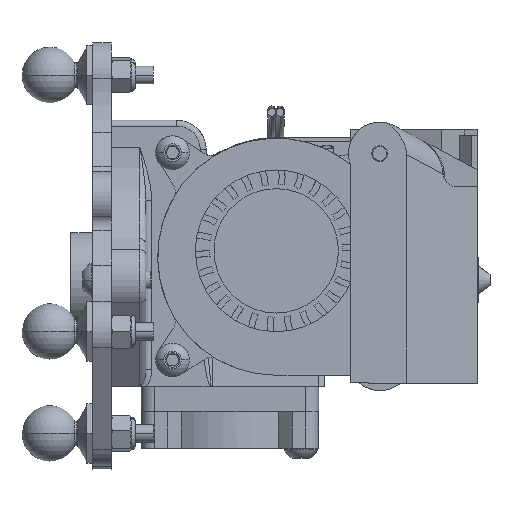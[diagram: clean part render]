
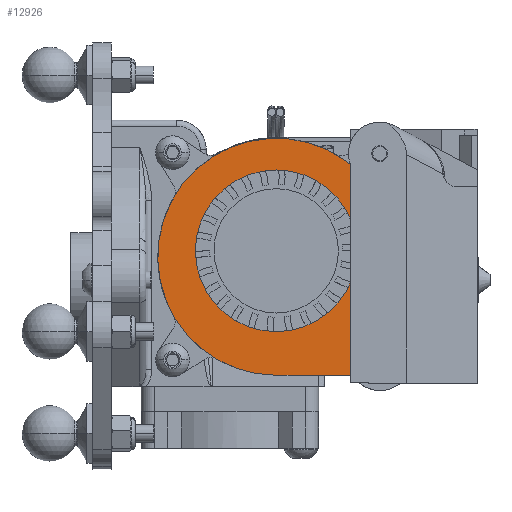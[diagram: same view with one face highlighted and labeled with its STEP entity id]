
A CAD part, left-side view. The second image highlights one B-rep face of the part: STEP entity #12926.
In plain terms, the highlighted face is planar.
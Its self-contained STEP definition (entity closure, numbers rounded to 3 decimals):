
#462 = LINE ( 'NONE', #19366, #18212 ) ;
#492 = CARTESIAN_POINT ( 'NONE',  ( 0., 0., 13.65 ) ) ;
#668 = FACE_BOUND ( 'NONE', #5009, .T. ) ;
#717 = VECTOR ( 'NONE', #7602, 1000. ) ;
#2631 = AXIS2_PLACEMENT_3D ( 'NONE', #9823, #34615, #13381 ) ;
#2711 = EDGE_LOOP ( 'NONE', ( #33325, #31237, #21702, #10373 ) ) ;
#2899 = CARTESIAN_POINT ( 'NONE',  ( 0., 0., 0. ) ) ;
#3060 = VERTEX_POINT ( 'NONE', #42697 ) ;
#3540 = CARTESIAN_POINT ( 'NONE',  ( 0., 0., -13.65 ) ) ;
#4216 = CIRCLE ( 'NONE', #34348, 13.65 ) ;
#5009 = EDGE_LOOP ( 'NONE', ( #27929, #16362 ) ) ;
#5380 = CARTESIAN_POINT ( 'NONE',  ( 0., 0., 0. ) ) ;
#6111 = EDGE_CURVE ( 'Edge206', #33685, #22646, #19617, .T. ) ;
#6200 = CIRCLE ( 'NONE', #7727, 13.65 ) ;
#6460 = DIRECTION ( 'NONE',  ( 0., 0., 1. ) ) ;
#6669 = VERTEX_POINT ( 'NONE', #3540 ) ;
#7602 = DIRECTION ( 'NONE',  ( 0., 0., -1. ) ) ;
#7727 = AXIS2_PLACEMENT_3D ( 'NONE', #5380, #30137, #8949 ) ;
#8746 = EDGE_CURVE ( 'NONE', #22646, #3060, #462, .T. ) ;
#8949 = DIRECTION ( 'NONE',  ( 0., 0., 1. ) ) ;
#9823 = CARTESIAN_POINT ( 'NONE',  ( 0., 0., 1. ) ) ;
#10373 = ORIENTED_EDGE ( 'NONE', *, *, #8746, .T. ) ;
#11143 = DIRECTION ( 'NONE',  ( 0., 0., 1. ) ) ;
#11277 = CIRCLE ( 'NONE', #2631, 20. ) ;
#11747 = LINE ( 'NONE', #37040, #20077 ) ;
#12482 = VERTEX_POINT ( 'NONE', #492 ) ;
#12926 = ADVANCED_FACE ( 'Face4', ( #668, #27869 ), #18130, .T. ) ;
#13381 = DIRECTION ( 'NONE',  ( 0., 0., 1. ) ) ;
#15784 = DIRECTION ( 'NONE',  ( -0.817, 0., -0.577 ) ) ;
#16362 = ORIENTED_EDGE ( 'NONE', *, *, #16366, .F. ) ;
#16366 = EDGE_CURVE ( 'Edge220', #6669, #12482, #4216, .T. ) ;
#18130 = PLANE ( 'NONE',  #43420 ) ;
#18212 = VECTOR ( 'NONE', #15784, 1000. ) ;
#18609 = EDGE_CURVE ( 'Edge212', #3060, #34369, #11277, .T. ) ;
#19349 = DIRECTION ( 'NONE',  ( 1., 0., 0. ) ) ;
#19366 = CARTESIAN_POINT ( 'NONE',  ( 20.5, 0., -9. ) ) ;
#19617 = LINE ( 'NONE', #28807, #717 ) ;
#20077 = VECTOR ( 'NONE', #19349, 1000. ) ;
#20173 = EDGE_CURVE ( 'Edge220', #12482, #6669, #6200, .T. ) ;
#21702 = ORIENTED_EDGE ( 'NONE', *, *, #6111, .T. ) ;
#22646 = VERTEX_POINT ( 'NONE', #31258 ) ;
#25276 = CARTESIAN_POINT ( 'NONE',  ( 0., 0., 1. ) ) ;
#27682 = DIRECTION ( 'NONE',  ( 0., 1., 0. ) ) ;
#27869 = FACE_OUTER_BOUND ( 'NONE', #2711, .T. ) ;
#27929 = ORIENTED_EDGE ( 'NONE', *, *, #20173, .F. ) ;
#28807 = CARTESIAN_POINT ( 'NONE',  ( 20.5, 0., 21. ) ) ;
#30137 = DIRECTION ( 'NONE',  ( 0., 1., 0. ) ) ;
#31237 = ORIENTED_EDGE ( 'NONE', *, *, #40585, .T. ) ;
#31258 = CARTESIAN_POINT ( 'NONE',  ( 20.5, 0., -9. ) ) ;
#32361 = DIRECTION ( 'NONE',  ( 0., 1., 0. ) ) ;
#32407 = CARTESIAN_POINT ( 'NONE',  ( 20.5, 0., 21. ) ) ;
#32667 = CARTESIAN_POINT ( 'NONE',  ( 0., 0., 21. ) ) ;
#33325 = ORIENTED_EDGE ( 'NONE', *, *, #18609, .T. ) ;
#33685 = VERTEX_POINT ( 'NONE', #32407 ) ;
#34348 = AXIS2_PLACEMENT_3D ( 'NONE', #2899, #27682, #6460 ) ;
#34369 = VERTEX_POINT ( 'NONE', #32667 ) ;
#34615 = DIRECTION ( 'NONE',  ( 0., 1., 0. ) ) ;
#37040 = CARTESIAN_POINT ( 'NONE',  ( 0., 0., 21. ) ) ;
#40585 = EDGE_CURVE ( 'Edge133', #34369, #33685, #11747, .T. ) ;
#42697 = CARTESIAN_POINT ( 'NONE',  ( 11.546, 0., -15.331 ) ) ;
#43420 = AXIS2_PLACEMENT_3D ( 'NONE', #25276, #32361, #11143 ) ;
